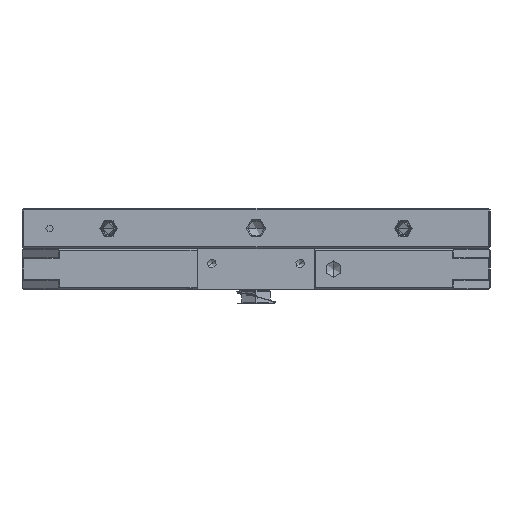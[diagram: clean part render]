
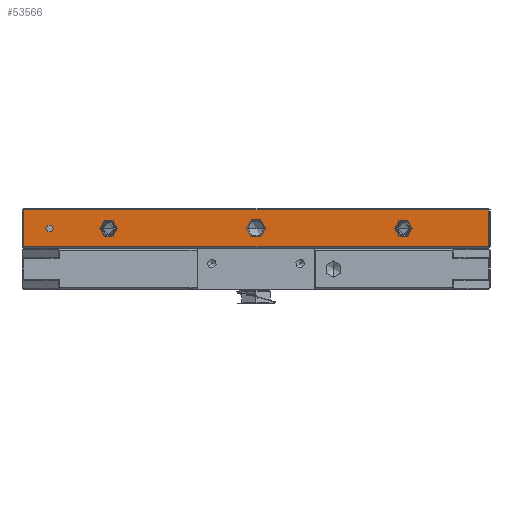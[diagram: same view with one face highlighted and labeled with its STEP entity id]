
A CAD part, left-side view. The second image highlights one B-rep face of the part: STEP entity #53566.
In plain terms, the highlighted face is planar.
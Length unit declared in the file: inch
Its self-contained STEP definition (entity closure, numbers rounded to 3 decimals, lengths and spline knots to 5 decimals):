
#44722=CARTESIAN_POINT('',(7.,0.688,-14.75));
#44723=DIRECTION('',(0.,0.,1.));
#44724=DIRECTION('',(1.,0.,0.));
#44725=AXIS2_PLACEMENT_3D('',#44722,#44723,#44724);
#44727=CARTESIAN_POINT('',(7.,0.688,-14.75));
#44728=DIRECTION('',(0.,0.,1.));
#44729=DIRECTION('',(-1.,0.,0.));
#44730=AXIS2_PLACEMENT_3D('',#44727,#44728,#44729);
#44732=DIRECTION('',(-1.,0.,0.));
#44733=VECTOR('',#44732,15.755);
#44734=CARTESIAN_POINT('',(7.8775,1.315,-14.75));
#44735=LINE('',#44734,#44733);
#44736=DIRECTION('',(0.,-1.,0.));
#44737=VECTOR('',#44736,1.255);
#44738=CARTESIAN_POINT('',(-7.8775,1.315,-14.75));
#44739=LINE('',#44738,#44737);
#44740=DIRECTION('',(1.,0.,0.));
#44741=VECTOR('',#44740,15.755);
#44742=CARTESIAN_POINT('',(-7.8775,0.06,-14.75));
#44743=LINE('',#44742,#44741);
#44744=DIRECTION('',(0.,-1.,0.));
#44745=VECTOR('',#44744,1.255);
#44746=CARTESIAN_POINT('',(7.8775,1.315,-14.75));
#44747=LINE('',#44746,#44745);
#44748=CARTESIAN_POINT('',(0.,0.688,-14.74999));
#44749=DIRECTION('',(0.,0.,1.));
#44750=DIRECTION('',(-1.,0.,0.));
#44751=AXIS2_PLACEMENT_3D('',#44748,#44749,#44750);
#44753=CARTESIAN_POINT('',(0.,0.688,-14.74999));
#44754=DIRECTION('',(0.,0.,1.));
#44755=DIRECTION('',(1.,0.,0.));
#44756=AXIS2_PLACEMENT_3D('',#44753,#44754,#44755);
#44758=CARTESIAN_POINT('',(5.,0.688,-14.74999));
#44759=DIRECTION('',(0.,0.,1.));
#44760=DIRECTION('',(-1.,0.,0.));
#44761=AXIS2_PLACEMENT_3D('',#44758,#44759,#44760);
#44763=CARTESIAN_POINT('',(5.,0.688,-14.74999));
#44764=DIRECTION('',(0.,0.,1.));
#44765=DIRECTION('',(1.,0.,0.));
#44766=AXIS2_PLACEMENT_3D('',#44763,#44764,#44765);
#44768=CARTESIAN_POINT('',(-5.,0.688,-14.74999));
#44769=DIRECTION('',(0.,0.,1.));
#44770=DIRECTION('',(-1.,0.,0.));
#44771=AXIS2_PLACEMENT_3D('',#44768,#44769,#44770);
#44773=CARTESIAN_POINT('',(-5.,0.688,-14.74999));
#44774=DIRECTION('',(0.,0.,1.));
#44775=DIRECTION('',(1.,0.,0.));
#44776=AXIS2_PLACEMENT_3D('',#44773,#44774,#44775);
#51478=CARTESIAN_POINT('',(7.125,0.688,-14.75));
#51479=CARTESIAN_POINT('',(6.875,0.688,-14.75));
#51480=VERTEX_POINT('',#51478);
#51481=VERTEX_POINT('',#51479);
#51940=CARTESIAN_POINT('',(7.8775,1.315,-14.75));
#51941=CARTESIAN_POINT('',(-7.8775,1.315,-14.75));
#51942=VERTEX_POINT('',#51940);
#51943=VERTEX_POINT('',#51941);
#51944=CARTESIAN_POINT('',(-7.8775,0.06,-14.75));
#51945=VERTEX_POINT('',#51944);
#51946=CARTESIAN_POINT('',(7.8775,0.06,-14.75));
#51947=VERTEX_POINT('',#51946);
#52020=CARTESIAN_POINT('',(-0.33344,0.688,-14.74999));
#52021=CARTESIAN_POINT('',(0.33344,0.688,-14.74999));
#52022=VERTEX_POINT('',#52020);
#52023=VERTEX_POINT('',#52021);
#52724=CARTESIAN_POINT('',(4.7,0.688,-14.74999));
#52725=CARTESIAN_POINT('',(5.3,0.688,-14.74999));
#52726=VERTEX_POINT('',#52724);
#52727=VERTEX_POINT('',#52725);
#52732=CARTESIAN_POINT('',(-5.3,0.688,-14.74999));
#52733=CARTESIAN_POINT('',(-4.7,0.688,-14.74999));
#52734=VERTEX_POINT('',#52732);
#52735=VERTEX_POINT('',#52733);
#53529=CARTESIAN_POINT('',(7.9375,0.,-14.75));
#53530=DIRECTION('',(0.,0.,-1.));
#53531=DIRECTION('',(-1.,0.,0.));
#53532=AXIS2_PLACEMENT_3D('',#53529,#53530,#53531);
#53533=PLANE('',#53532);
#53535=ORIENTED_EDGE('',*,*,#53534,.T.);
#53536=ORIENTED_EDGE('',*,*,#53503,.T.);
#53537=ORIENTED_EDGE('',*,*,#53517,.T.);
#53539=ORIENTED_EDGE('',*,*,#53538,.F.);
#53540=EDGE_LOOP('',(#53535,#53536,#53537,#53539));
#53541=FACE_OUTER_BOUND('',#53540,.F.);
#53543=ORIENTED_EDGE('',*,*,#53542,.F.);
#53545=ORIENTED_EDGE('',*,*,#53544,.F.);
#53546=EDGE_LOOP('',(#53543,#53545));
#53547=FACE_BOUND('',#53546,.F.);
#53549=ORIENTED_EDGE('',*,*,#53548,.F.);
#53551=ORIENTED_EDGE('',*,*,#53550,.F.);
#53552=EDGE_LOOP('',(#53549,#53551));
#53553=FACE_BOUND('',#53552,.F.);
#53555=ORIENTED_EDGE('',*,*,#53554,.F.);
#53557=ORIENTED_EDGE('',*,*,#53556,.F.);
#53558=EDGE_LOOP('',(#53555,#53557));
#53559=FACE_BOUND('',#53558,.F.);
#53561=ORIENTED_EDGE('',*,*,#53560,.F.);
#53563=ORIENTED_EDGE('',*,*,#53562,.F.);
#53564=EDGE_LOOP('',(#53561,#53563));
#53565=FACE_BOUND('',#53564,.F.);
#44726=CIRCLE('',#44725,0.125);
#44731=CIRCLE('',#44730,0.125);
#44752=CIRCLE('',#44751,0.33344);
#44757=CIRCLE('',#44756,0.33344);
#44762=CIRCLE('',#44761,0.3);
#44767=CIRCLE('',#44766,0.3);
#44772=CIRCLE('',#44771,0.3);
#44777=CIRCLE('',#44776,0.3);
#53503=EDGE_CURVE('',#51943,#51945,#44739,.T.);
#53517=EDGE_CURVE('',#51945,#51947,#44743,.T.);
#53534=EDGE_CURVE('',#51942,#51943,#44735,.T.);
#53538=EDGE_CURVE('',#51942,#51947,#44747,.T.);
#53542=EDGE_CURVE('',#51480,#51481,#44726,.T.);
#53544=EDGE_CURVE('',#51481,#51480,#44731,.T.);
#53548=EDGE_CURVE('',#52022,#52023,#44752,.T.);
#53550=EDGE_CURVE('',#52023,#52022,#44757,.T.);
#53554=EDGE_CURVE('',#52726,#52727,#44762,.T.);
#53556=EDGE_CURVE('',#52727,#52726,#44767,.T.);
#53560=EDGE_CURVE('',#52734,#52735,#44772,.T.);
#53562=EDGE_CURVE('',#52735,#52734,#44777,.T.);
#53566=ADVANCED_FACE('',(#53541,#53547,#53553,#53559,#53565),#53533,.T.);
